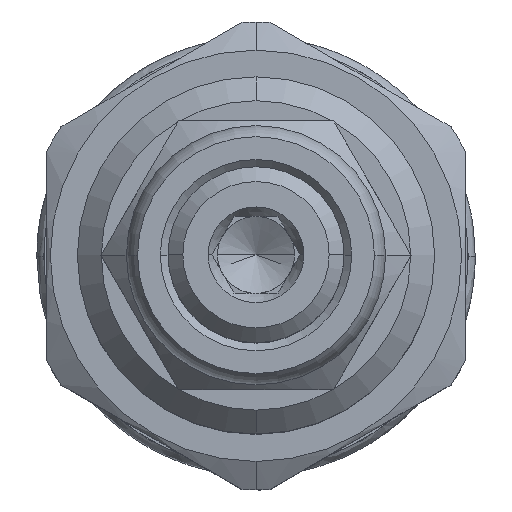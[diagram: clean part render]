
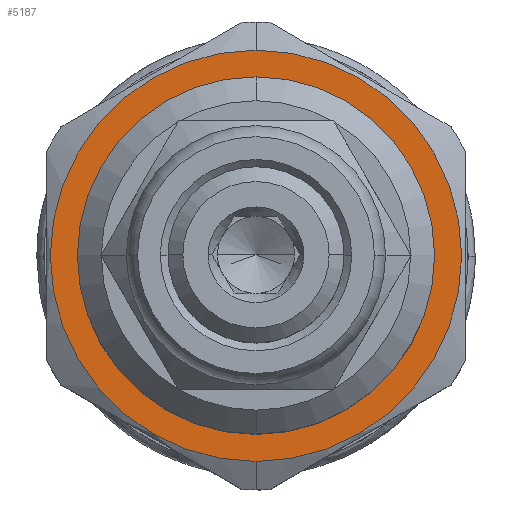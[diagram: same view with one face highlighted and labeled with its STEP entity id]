
A CAD part, top view. The second image highlights one B-rep face of the part: STEP entity #5187.
In plain terms, the highlighted planar face has unit normal (0, 0, 1).
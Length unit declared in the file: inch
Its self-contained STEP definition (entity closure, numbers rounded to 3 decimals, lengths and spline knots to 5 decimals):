
#717=CARTESIAN_POINT('',(0.,0.,3.156));
#718=DIRECTION('',(0.,0.,1.));
#719=DIRECTION('',(0.,-1.,0.));
#720=AXIS2_PLACEMENT_3D('',#717,#718,#719);
#829=CARTESIAN_POINT('',(0.,0.,3.156));
#830=DIRECTION('',(0.,0.,-1.));
#831=DIRECTION('',(0.,-1.,0.));
#832=AXIS2_PLACEMENT_3D('',#829,#830,#831);
#1133=CARTESIAN_POINT('',(0.,0.,3.156));
#1134=DIRECTION('',(0.,0.,1.));
#1135=DIRECTION('',(0.,-1.,0.));
#1136=AXIS2_PLACEMENT_3D('',#1133,#1134,#1135);
#1138=CARTESIAN_POINT('',(0.,0.,3.156));
#1139=DIRECTION('',(0.,0.,-1.));
#1140=DIRECTION('',(0.,-1.,0.));
#1141=AXIS2_PLACEMENT_3D('',#1138,#1139,#1140);
#3314=CARTESIAN_POINT('',(0.,-0.43,3.156));
#3316=VERTEX_POINT('',#3314);
#3318=CARTESIAN_POINT('',(0.,0.43,3.156));
#3320=VERTEX_POINT('',#3318);
#3322=CARTESIAN_POINT('',(0.,-0.3735,3.156));
#3323=CARTESIAN_POINT('',(0.,0.3735,3.156));
#3324=VERTEX_POINT('',#3322);
#3325=VERTEX_POINT('',#3323);
#5172=CARTESIAN_POINT('',(0.,0.,3.156));
#5173=DIRECTION('',(0.,0.,1.));
#5174=DIRECTION('',(0.,-1.,0.));
#5175=AXIS2_PLACEMENT_3D('',#5172,#5173,#5174);
#5176=PLANE('',#5175);
#5177=ORIENTED_EDGE('',*,*,#4920,.T.);
#5178=ORIENTED_EDGE('',*,*,#4805,.F.);
#5179=EDGE_LOOP('',(#5177,#5178));
#5180=FACE_OUTER_BOUND('',#5179,.F.);
#5182=ORIENTED_EDGE('',*,*,#5181,.T.);
#5184=ORIENTED_EDGE('',*,*,#5183,.F.);
#5185=EDGE_LOOP('',(#5182,#5184));
#5186=FACE_BOUND('',#5185,.F.);
#5187=ADVANCED_FACE('',(#5180,#5186),#5176,.T.);
#721=CIRCLE('',#720,0.43);
#833=CIRCLE('',#832,0.43);
#1137=CIRCLE('',#1136,0.3735);
#1142=CIRCLE('',#1141,0.3735);
#4805=EDGE_CURVE('',#3316,#3320,#721,.T.);
#4920=EDGE_CURVE('',#3316,#3320,#833,.T.);
#5181=EDGE_CURVE('',#3324,#3325,#1137,.T.);
#5183=EDGE_CURVE('',#3324,#3325,#1142,.T.);
